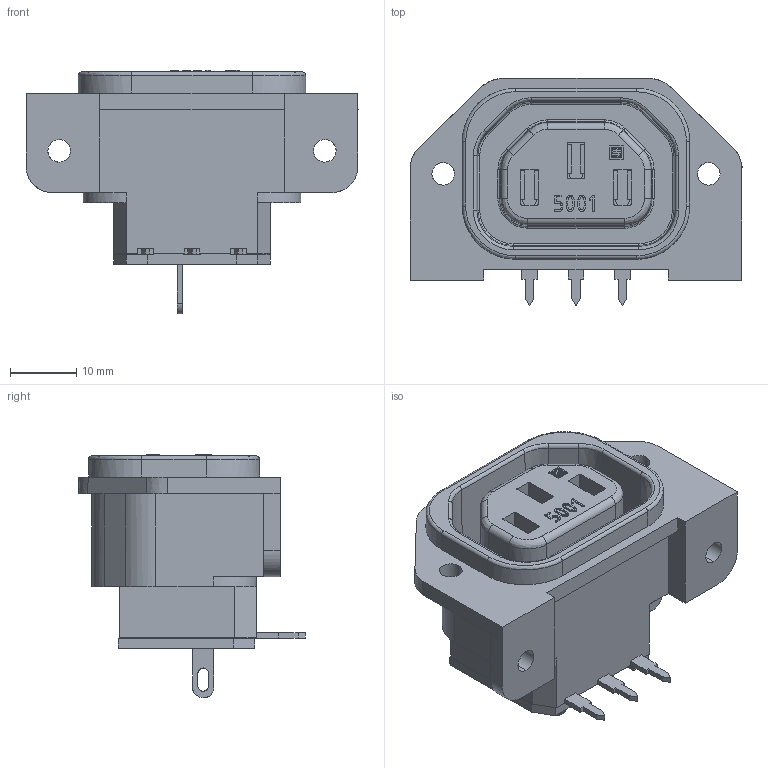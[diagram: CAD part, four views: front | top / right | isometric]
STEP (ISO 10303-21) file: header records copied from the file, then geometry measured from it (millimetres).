
FILE_DESCRIPTION (( 'STEP AP214' ), '1' );
FILE_NAME ('E_0100.3422_03.STEP', '2016-04-29T07:49:50', ( '' ), ( '' ), 'SwSTEP 2.0', 'SolidWorks 2012', '' );
FILE_SCHEMA (( 'AUTOMOTIVE_DESIGN' ));
Length unit declared in the file: millimetre
Products named in the file (1): E_0100.3422_03
Bounding box: 50 x 34.16 x 36.7 mm (x, y, z)
Volume: 15081.4 mm3; surface area: 12048.8 mm2
Topology: 1 solids, 4 shells, 535 faces, 1414 edges, 912 vertices
Faces by surface type: plane 342, cylinder 93, bspline 77, cone 23
Entity records: 19638 total; most frequent: CARTESIAN_POINT 7101, ORIENTED_EDGE 2828, DIRECTION 2152, EDGE_CURVE 1414, LINE 1050, VECTOR 1050, VERTEX_POINT 912, EDGE_LOOP 570
